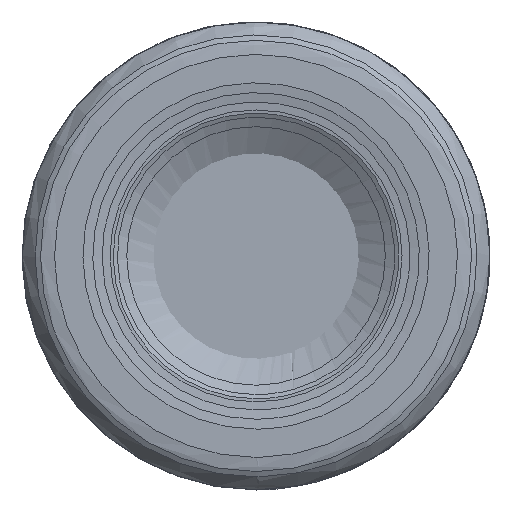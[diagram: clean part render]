
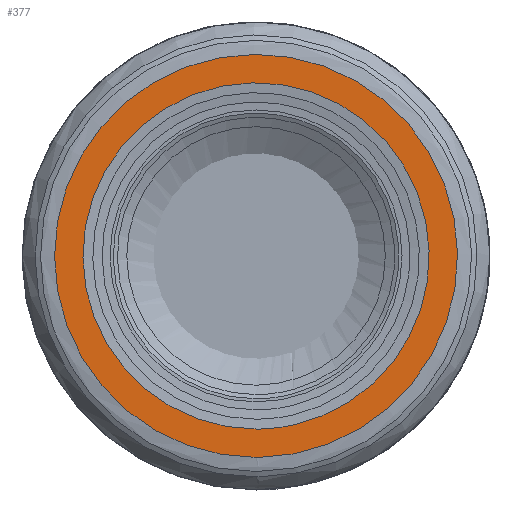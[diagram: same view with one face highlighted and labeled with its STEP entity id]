
A CAD part, left-side view. The second image highlights one B-rep face of the part: STEP entity #377.
In plain terms, the highlighted face is a revolution surface.
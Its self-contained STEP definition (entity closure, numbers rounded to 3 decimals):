
#48=SURFACE_OF_REVOLUTION('',#114,#81);
#81=AXIS1_PLACEMENT('',#1024,#872);
#114=LINE('',#1023,#123);
#123=VECTOR('',#871,0.748);
#296=FACE_BOUND('',#443,.T.);
#297=FACE_BOUND('',#444,.T.);
#377=ADVANCED_FACE('',(#296,#297),#48,.T.);
#443=EDGE_LOOP('',(#537));
#444=EDGE_LOOP('',(#538));
#537=ORIENTED_EDGE('',*,*,#664,.F.);
#538=ORIENTED_EDGE('',*,*,#665,.T.);
#617=VERTEX_POINT('',#1020);
#618=VERTEX_POINT('',#1022);
#664=EDGE_CURVE('',#617,#617,#711,.T.);
#665=EDGE_CURVE('',#618,#618,#712,.T.);
#711=CIRCLE('',#774,5.177);
#712=CIRCLE('',#775,4.448);
#774=AXIS2_PLACEMENT_3D('',#1019,#867,#868);
#775=AXIS2_PLACEMENT_3D('',#1021,#869,#870);
#867=DIRECTION('',(1.,0.,0.));
#868=DIRECTION('',(0.,0.,-1.));
#869=DIRECTION('',(1.,0.,0.));
#870=DIRECTION('',(0.,0.,-1.));
#871=DIRECTION('',(0.,-0.983,-0.182));
#872=DIRECTION('',(1.,0.,0.));
#1019=CARTESIAN_POINT('',(0.003,0.,0.));
#1020=CARTESIAN_POINT('',(0.003,0.,-5.177));
#1021=CARTESIAN_POINT('',(0.003,0.,0.));
#1022=CARTESIAN_POINT('',(0.003,0.,-4.448));
#1023=CARTESIAN_POINT('',(0.003,-4.44,0.276));
#1024=CARTESIAN_POINT('',(0.,0.,0.));
